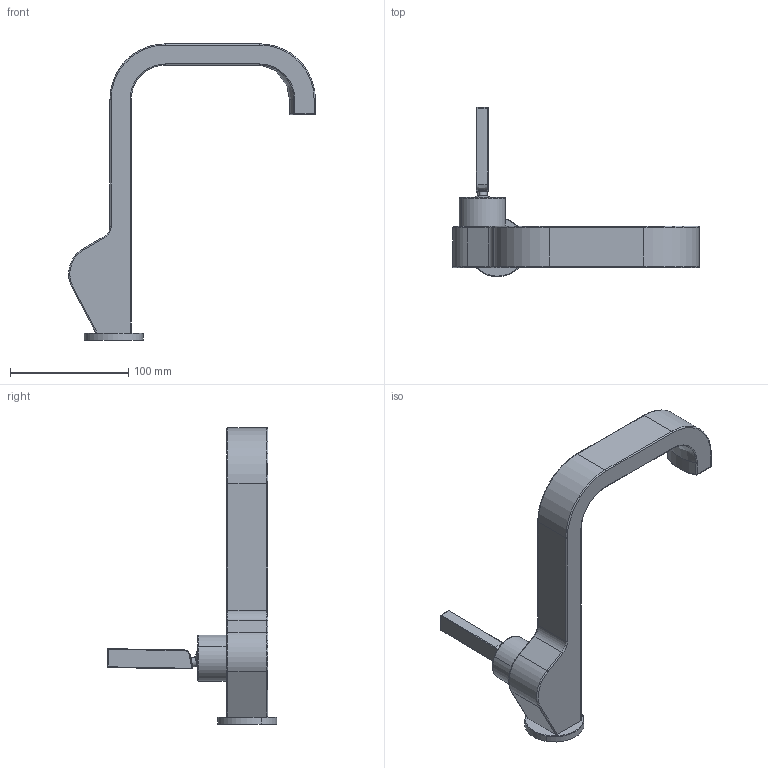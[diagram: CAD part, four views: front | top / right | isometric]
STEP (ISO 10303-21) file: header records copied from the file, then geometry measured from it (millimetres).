
FILE_DESCRIPTION(('CAx-IF Rec.Pracs.---Model Styling and Organization---1.2---2011-12-15','CAx-IF Rec.Pracs.---Geometric and Assembly Validation Properties---4.1---2014-06-16','CAx-IF Rec.Pracs.---PMI Polyline Presentation---2.0---2013-05-24'),'2;1');
FILE_NAME('1000125197_PPR_000.stp','2018-04-04T12:48:03+02:00',(''),(''),'STEP Interface 4.1 by CT CoreTechnologie','3D_Evolution4.1 by CT CoreTechnologie','');
FILE_SCHEMA(('AP203_CONFIGURATION_CONTROLLED_3D_DESIGN_OF_MECHANICAL_PARTS_AND_ASSEMBLIES_MIM_LF'));
Length unit declared in the file: millimetre
Products named in the file (8): P_2 AX Citterio WTM o. Z. m. hohem Ausl. 1000125197_PPR_000_A0; P_2 Griff 2L WTA WM AX Citterio 2 1000117411_PPA_000_A0; P_2 Gleitstueck fuer Starck Puro Griff 1000085895_PPA_000_A0; P_2 Abdeckrosette WTM AX Citterio 2 1000117409_PPA_000_A0; SR_CA-M16,5x1_HC_1,5gpm-air_gruen-weiss 1000041852_PPR_000_A0; SR_CA-M16,5x1_HC_1,5gpm-air_gruen-weiss 1000041853_PPA_000_A0; P_2 GK WTM o. Z. Kart seitl.AX Citterio2 1000125196_PPA_000_A0; P_2 Aufnahme WTM AX Citterio 2 1000117410_PPA_000_A0
Assembly tree (7 placements, depth 3):
  P_2 AX Citterio WTM o. Z. m. hohem Ausl. 1000125197_PPR_000_A0
    P_2 Griff 2L WTA WM AX Citterio 2 1000117411_PPA_000_A0
    P_2 Gleitstueck fuer Starck Puro Griff 1000085895_PPA_000_A0
    P_2 Abdeckrosette WTM AX Citterio 2 1000117409_PPA_000_A0
    SR_CA-M16,5x1_HC_1,5gpm-air_gruen-weiss 1000041852_PPR_000_A0
      SR_CA-M16,5x1_HC_1,5gpm-air_gruen-weiss 1000041853_PPA_000_A0
    P_2 GK WTM o. Z. Kart seitl.AX Citterio2 1000125196_PPA_000_A0
    P_2 Aufnahme WTM AX Citterio 2 1000117410_PPA_000_A0
Bounding box: 208.99 x 143.57 x 251 mm (x, y, z)
Volume: 385517.4 mm3; surface area: 69166.5 mm2
Topology: 7 solids, 7 shells, 797 faces, 2017 edges, 1287 vertices
Faces by surface type: plane 568, bspline 118, cylinder 111
Entity records: 36607 total; most frequent: CARTESIAN_POINT 8733, ORIENTED_EDGE 4014, DIRECTION 3861, EDGE_CURVE 2007, VECTOR 1507, LINE 1507, VERTEX_POINT 1287, AXIS2_PLACEMENT_3D 1177
